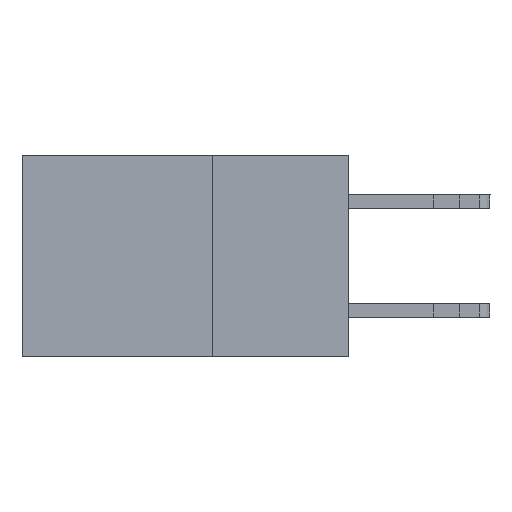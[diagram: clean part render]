
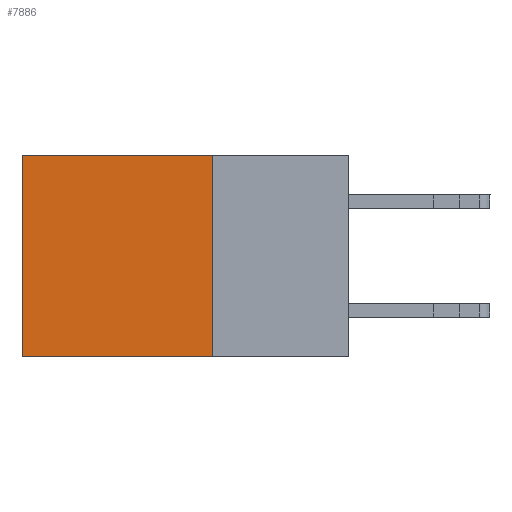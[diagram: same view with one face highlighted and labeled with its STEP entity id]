
A CAD part, left-side view. The second image highlights one B-rep face of the part: STEP entity #7886.
In plain terms, the highlighted planar face has unit normal (-1, 0, 0).
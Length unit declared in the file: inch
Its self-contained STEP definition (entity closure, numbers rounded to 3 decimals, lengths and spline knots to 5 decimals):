
#223 = VECTOR ( 'NONE', #2615, 39.37008 ) ;
#1068 = DIRECTION ( 'NONE',  ( 0., 1., 0. ) ) ;
#2091 = VECTOR ( 'NONE', #4413, 39.37008 ) ;
#2157 = CARTESIAN_POINT ( 'NONE',  ( 0.298, 0.25, 0. ) ) ;
#2521 = DIRECTION ( 'NONE',  ( 0., 0., -1. ) ) ;
#2549 = AXIS2_PLACEMENT_3D ( 'NONE', #2157, #4363, #9031 ) ;
#2615 = DIRECTION ( 'NONE',  ( 0., 1., 0. ) ) ;
#3292 = FACE_OUTER_BOUND ( 'NONE', #4252, .T. ) ;
#3333 = VERTEX_POINT ( 'NONE', #12765 ) ;
#3715 = VERTEX_POINT ( 'NONE', #9329 ) ;
#4252 = EDGE_LOOP ( 'NONE', ( #7262, #7776, #13284, #6384 ) ) ;
#4363 = DIRECTION ( 'NONE',  ( 1., 0., 0. ) ) ;
#4413 = DIRECTION ( 'NONE',  ( 0., 0., -1. ) ) ;
#5369 = LINE ( 'NONE', #11246, #14853 ) ;
#6354 = EDGE_CURVE ( 'NONE', #12229, #3715, #8415, .T. ) ;
#6384 = ORIENTED_EDGE ( 'NONE', *, *, #6354, .T. ) ;
#6657 = PLANE ( 'NONE',  #2549 ) ;
#7262 = ORIENTED_EDGE ( 'NONE', *, *, #9814, .T. ) ;
#7320 = LINE ( 'NONE', #8321, #14774 ) ;
#7776 = ORIENTED_EDGE ( 'NONE', *, *, #9654, .F. ) ;
#7852 = LINE ( 'NONE', #13645, #2091 ) ;
#7886 = ADVANCED_FACE ( 'NONE', ( #3292 ), #6657, .F. ) ;
#8134 = CARTESIAN_POINT ( 'NONE',  ( 0.298, 0.6, -0.37 ) ) ;
#8321 = CARTESIAN_POINT ( 'NONE',  ( 0.298, 0.6, 0. ) ) ;
#8415 = LINE ( 'NONE', #13068, #223 ) ;
#9031 = DIRECTION ( 'NONE',  ( 0., 0., -1. ) ) ;
#9329 = CARTESIAN_POINT ( 'NONE',  ( 0.298, 0.6, 0. ) ) ;
#9654 = EDGE_CURVE ( 'NONE', #3333, #10535, #5369, .T. ) ;
#9814 = EDGE_CURVE ( 'NONE', #3715, #10535, #7320, .T. ) ;
#10033 = EDGE_CURVE ( 'NONE', #12229, #3333, #7852, .T. ) ;
#10535 = VERTEX_POINT ( 'NONE', #8134 ) ;
#11246 = CARTESIAN_POINT ( 'NONE',  ( 0.298, 0.25, -0.37 ) ) ;
#12229 = VERTEX_POINT ( 'NONE', #12535 ) ;
#12535 = CARTESIAN_POINT ( 'NONE',  ( 0.298, 0.25, 0. ) ) ;
#12765 = CARTESIAN_POINT ( 'NONE',  ( 0.298, 0.25, -0.37 ) ) ;
#13068 = CARTESIAN_POINT ( 'NONE',  ( 0.298, 0.25, 0. ) ) ;
#13284 = ORIENTED_EDGE ( 'NONE', *, *, #10033, .F. ) ;
#13645 = CARTESIAN_POINT ( 'NONE',  ( 0.298, 0.25, 0. ) ) ;
#14774 = VECTOR ( 'NONE', #2521, 39.37008 ) ;
#14853 = VECTOR ( 'NONE', #1068, 39.37008 ) ;
